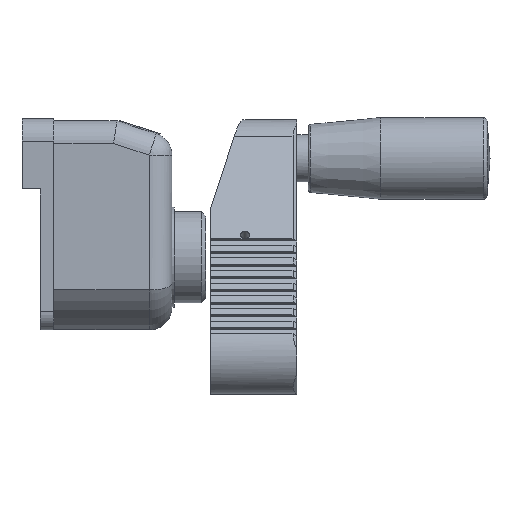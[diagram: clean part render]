
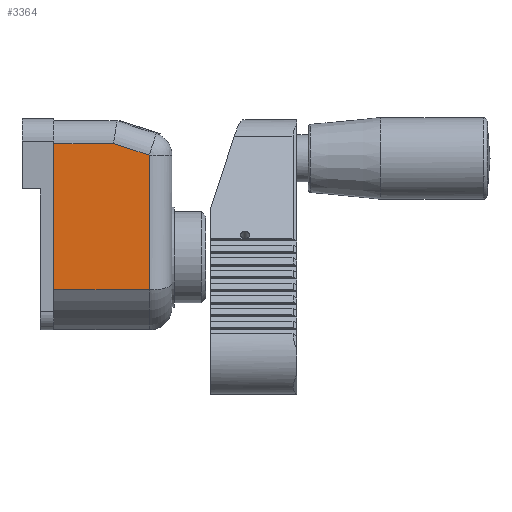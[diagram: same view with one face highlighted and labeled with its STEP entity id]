
A CAD part, left-side view. The second image highlights one B-rep face of the part: STEP entity #3364.
In plain terms, the highlighted planar face has unit normal (-1, 0, 0).
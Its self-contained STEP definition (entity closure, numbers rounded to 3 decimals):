
#40=LINE('',#6642,#202);
#112=LINE('',#6996,#274);
#113=LINE('',#6998,#275);
#114=LINE('',#7000,#276);
#115=LINE('',#7002,#277);
#202=VECTOR('',#4729,1000.);
#274=VECTOR('',#4915,1000.);
#275=VECTOR('',#4916,1000.);
#276=VECTOR('',#4917,1000.);
#277=VECTOR('',#4918,1000.);
#530=PLANE('',#4401);
#1281=ORIENTED_EDGE('',*,*,#1991,.F.);
#1282=ORIENTED_EDGE('',*,*,#1876,.F.);
#1283=ORIENTED_EDGE('',*,*,#1992,.T.);
#1284=ORIENTED_EDGE('',*,*,#1993,.F.);
#1285=ORIENTED_EDGE('',*,*,#1994,.T.);
#1876=EDGE_CURVE('',#2818,#2819,#40,.T.);
#1991=EDGE_CURVE('',#2819,#2913,#112,.T.);
#1992=EDGE_CURVE('',#2818,#2914,#113,.T.);
#1993=EDGE_CURVE('',#2915,#2914,#114,.T.);
#1994=EDGE_CURVE('',#2915,#2913,#115,.T.);
#2552=EDGE_LOOP('',(#1281,#1282,#1283,#1284,#1285));
#2818=VERTEX_POINT('',#6641);
#2819=VERTEX_POINT('',#6643);
#2913=VERTEX_POINT('',#6997);
#2914=VERTEX_POINT('',#6999);
#2915=VERTEX_POINT('',#7001);
#3134=FACE_BOUND('',#2552,.T.);
#3364=ADVANCED_FACE('',(#3134),#530,.T.);
#4401=AXIS2_PLACEMENT_3D('',#6995,#4913,#4914);
#4729=DIRECTION('',(0.,0.,1.));
#4913=DIRECTION('',(-1.,0.,0.));
#4914=DIRECTION('',(0.,-1.,0.));
#4915=DIRECTION('',(0.,-1.,0.));
#4916=DIRECTION('',(0.,-1.,0.));
#4917=DIRECTION('',(0.,0.,-1.));
#4918=DIRECTION('',(0.,0.951,0.309));
#6641=CARTESIAN_POINT('',(-16.,1.,-7.206));
#6642=CARTESIAN_POINT('',(-16.,1.,0.));
#6643=CARTESIAN_POINT('',(-16.,1.,25.));
#6995=CARTESIAN_POINT('',(-16.,29.502,58.898));
#6996=CARTESIAN_POINT('',(-16.,-12.182,25.));
#6997=CARTESIAN_POINT('',(-16.,-12.119,25.));
#6998=CARTESIAN_POINT('',(-16.,-12.,-7.206));
#6999=CARTESIAN_POINT('',(-16.,-20.,-7.206));
#7000=CARTESIAN_POINT('',(-16.,-20.,17.214));
#7001=CARTESIAN_POINT('',(-16.,-20.,22.439));
#7002=CARTESIAN_POINT('',(-16.,-20.,22.439));
